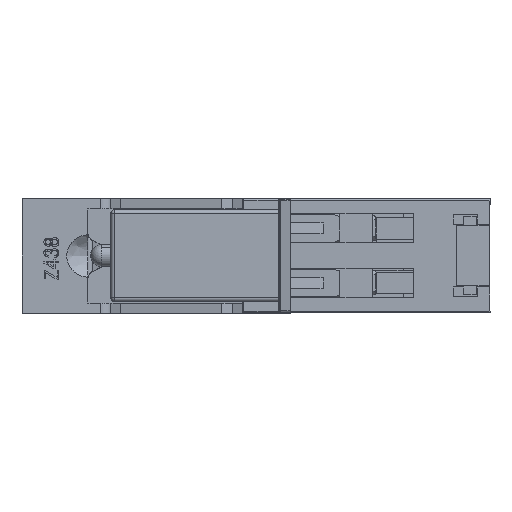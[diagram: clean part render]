
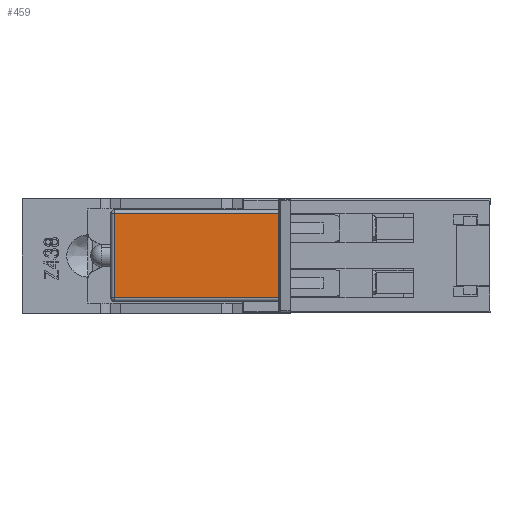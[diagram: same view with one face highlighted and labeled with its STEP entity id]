
A CAD part, left-side view. The second image highlights one B-rep face of the part: STEP entity #459.
In plain terms, the highlighted planar face has unit normal (-1, 0, 0).
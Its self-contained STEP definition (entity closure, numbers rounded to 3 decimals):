
#459=ADVANCED_FACE('',(#3806),#3807,.F.);
#3806=FACE_OUTER_BOUND('',#10134,.T.);
#3807=PLANE('',#10135);
#10134=EDGE_LOOP('',(#29968,#29969,#29970,#29971,#29972,#29973));
#10135=AXIS2_PLACEMENT_3D('',#29974,#29975,#29976);
#29968=ORIENTED_EDGE('',*,*,#53553,.T.);
#29969=ORIENTED_EDGE('',*,*,#53526,.T.);
#29970=ORIENTED_EDGE('',*,*,#53552,.T.);
#29971=ORIENTED_EDGE('',*,*,#53554,.T.);
#29972=ORIENTED_EDGE('',*,*,#53555,.T.);
#29973=ORIENTED_EDGE('',*,*,#53528,.T.);
#29974=CARTESIAN_POINT('',(-66.0,28.9,-14.236));
#29975=DIRECTION('',(1.0,0.0,0.0));
#29976=DIRECTION('',(0.0,1.0,-0.0));
#53526=EDGE_CURVE('',#62567,#62564,#62568,.T.);
#53528=EDGE_CURVE('',#62571,#62569,#62572,.T.);
#53552=EDGE_CURVE('',#62564,#62613,#62615,.T.);
#53553=EDGE_CURVE('',#62569,#62567,#62616,.T.);
#53554=EDGE_CURVE('',#62613,#62617,#62618,.T.);
#53555=EDGE_CURVE('',#62617,#62571,#62619,.T.);
#62564=VERTEX_POINT('',#78585);
#62567=VERTEX_POINT('',#78588);
#62568=LINE('',#78589,#78590);
#62569=VERTEX_POINT('',#78591);
#62571=VERTEX_POINT('',#78593);
#62572=LINE('',#78594,#78595);
#62613=VERTEX_POINT('',#78651);
#62615=LINE('',#78653,#78654);
#62616=LINE('',#78655,#78656);
#62617=VERTEX_POINT('',#78657);
#62618=LINE('',#78658,#78659);
#62619=LINE('',#78660,#78661);
#78585=CARTESIAN_POINT('',(-66.0,28.9,-2.136));
#78588=CARTESIAN_POINT('',(-66.0,28.9,-5.009));
#78589=CARTESIAN_POINT('',(-66.0,28.9,-5.009));
#78590=VECTOR('',#104615,2.873);
#78591=CARTESIAN_POINT('',(-66.0,28.9,-8.156));
#78593=CARTESIAN_POINT('',(-66.0,28.9,-13.736));
#78594=CARTESIAN_POINT('',(-66.0,28.9,-13.736));
#78595=VECTOR('',#104619,5.581);
#78651=CARTESIAN_POINT('',(-66.0,51.4,-2.136));
#78653=CARTESIAN_POINT('',(-66.0,28.9,-2.136));
#78654=VECTOR('',#104659,22.5);
#78655=CARTESIAN_POINT('',(-66.0,28.9,-8.156));
#78656=VECTOR('',#104660,3.147);
#78657=CARTESIAN_POINT('',(-66.0,51.4,-13.736));
#78658=CARTESIAN_POINT('',(-66.0,51.4,-2.136));
#78659=VECTOR('',#104661,11.6);
#78660=CARTESIAN_POINT('',(-66.0,51.4,-13.736));
#78661=VECTOR('',#104662,22.5);
#104615=DIRECTION('',(0.0,0.,1.0));
#104619=DIRECTION('',(0.0,0.,1.0));
#104659=DIRECTION('',(0.0,1.0,0.0));
#104660=DIRECTION('',(0.0,0.0,1.0));
#104661=DIRECTION('',(0.0,0.0,-1.0));
#104662=DIRECTION('',(0.0,-1.0,0.0));
